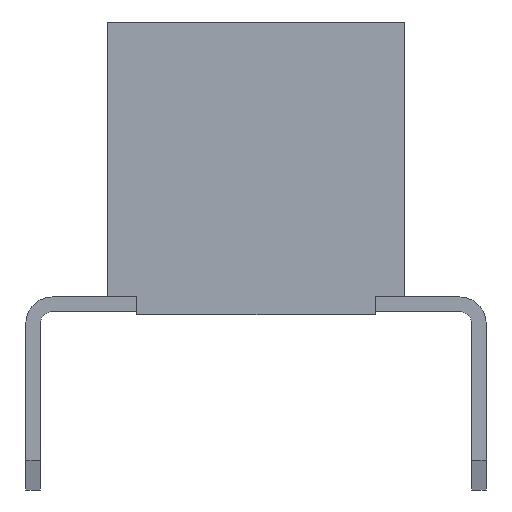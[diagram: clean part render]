
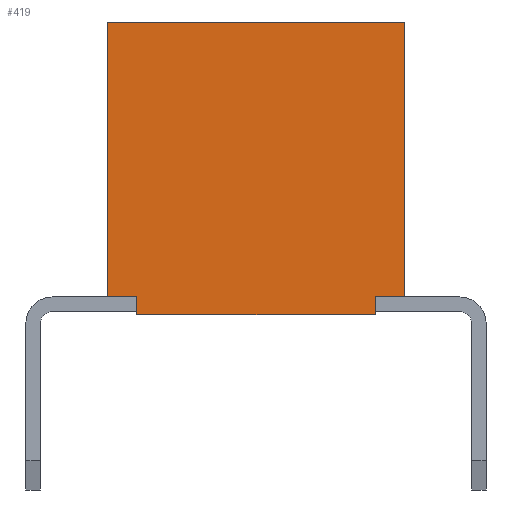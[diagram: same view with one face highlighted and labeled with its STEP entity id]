
A CAD part, left-side view. The second image highlights one B-rep face of the part: STEP entity #419.
In plain terms, the highlighted planar face has unit normal (-1, 0, 0).
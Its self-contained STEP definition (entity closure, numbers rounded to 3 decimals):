
#419=ADVANCED_FACE('',(#1976),#1248,.T.);
#1248=PLANE('',#16266);
#1976=FACE_OUTER_BOUND('',#2864,.T.);
#2864=EDGE_LOOP('',(#4366,#4367,#4368,#4369,#4370,#4371,#4372,#4373));
#4366=ORIENTED_EDGE('',*,*,#10387,.T.);
#4367=ORIENTED_EDGE('',*,*,#10385,.T.);
#4368=ORIENTED_EDGE('',*,*,#10408,.F.);
#4369=ORIENTED_EDGE('',*,*,#10069,.T.);
#4370=ORIENTED_EDGE('',*,*,#10409,.T.);
#4371=ORIENTED_EDGE('',*,*,#10410,.T.);
#4372=ORIENTED_EDGE('',*,*,#10411,.F.);
#4373=ORIENTED_EDGE('',*,*,#10065,.T.);
#8609=VERTEX_POINT('',#22123);
#8610=VERTEX_POINT('',#22125);
#8613=VERTEX_POINT('',#22131);
#8614=VERTEX_POINT('',#22133);
#8927=VERTEX_POINT('',#22760);
#8929=VERTEX_POINT('',#22764);
#8930=VERTEX_POINT('',#22792);
#8931=VERTEX_POINT('',#22794);
#10065=EDGE_CURVE('',#8610,#8609,#12369,.T.);
#10069=EDGE_CURVE('',#8614,#8613,#12373,.T.);
#10385=EDGE_CURVE('',#8927,#8929,#12689,.T.);
#10387=EDGE_CURVE('',#8609,#8927,#12691,.T.);
#10408=EDGE_CURVE('',#8614,#8929,#12712,.T.);
#10409=EDGE_CURVE('',#8613,#8930,#12713,.T.);
#10410=EDGE_CURVE('',#8930,#8931,#12714,.T.);
#10411=EDGE_CURVE('',#8610,#8931,#12715,.T.);
#12369=LINE('',#22124,#14471);
#12373=LINE('',#22132,#14475);
#12689=LINE('',#22765,#14791);
#12691=LINE('',#22768,#14793);
#12712=LINE('',#22790,#14814);
#12713=LINE('',#22791,#14815);
#12714=LINE('',#22793,#14816);
#12715=LINE('',#22795,#14817);
#14471=VECTOR('',#17647,1.);
#14475=VECTOR('',#17651,1.);
#14791=VECTOR('',#17969,1.);
#14793=VECTOR('',#17973,1.);
#14814=VECTOR('',#17996,1.);
#14815=VECTOR('',#17997,1.);
#14816=VECTOR('',#17998,1.);
#14817=VECTOR('',#17999,1.);
#16266=AXIS2_PLACEMENT_3D('',#22796,#18000,#18001);
#17647=DIRECTION('',(0.,-1.,0.));
#17651=DIRECTION('',(0.,-1.,0.));
#17969=DIRECTION('',(0.,1.,0.));
#17973=DIRECTION('',(0.,0.,1.));
#17996=DIRECTION('',(0.,0.,1.));
#17997=DIRECTION('',(0.,0.,-1.));
#17998=DIRECTION('',(0.,-1.,0.));
#17999=DIRECTION('',(0.,0.,-1.));
#18000=DIRECTION('',(-1.,0.,0.));
#18001=DIRECTION('',(0.,0.,1.));
#22123=CARTESIAN_POINT('',(0.,0.,0.));
#22124=CARTESIAN_POINT('',(0.,2.54,0.));
#22125=CARTESIAN_POINT('',(0.,0.5,0.));
#22131=CARTESIAN_POINT('',(0.,4.58,0.));
#22132=CARTESIAN_POINT('',(0.,2.54,0.));
#22133=CARTESIAN_POINT('',(0.,5.08,0.));
#22760=CARTESIAN_POINT('',(0.,0.,4.7));
#22764=CARTESIAN_POINT('',(0.,5.08,4.7));
#22765=CARTESIAN_POINT('',(0.,2.54,4.7));
#22768=CARTESIAN_POINT('',(0.,0.,0.));
#22790=CARTESIAN_POINT('',(0.,5.08,0.));
#22791=CARTESIAN_POINT('',(0.,4.58,-0.3));
#22792=CARTESIAN_POINT('',(0.,4.58,-0.3));
#22793=CARTESIAN_POINT('',(0.,4.58,-0.3));
#22794=CARTESIAN_POINT('',(0.,0.5,-0.3));
#22795=CARTESIAN_POINT('',(0.,0.5,-0.3));
#22796=CARTESIAN_POINT('',(0.,2.54,0.));
